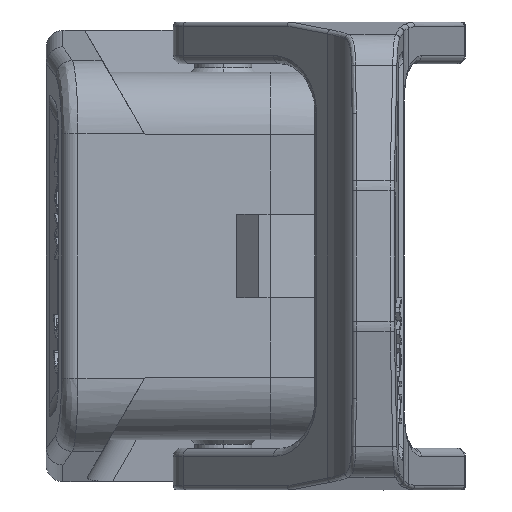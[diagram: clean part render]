
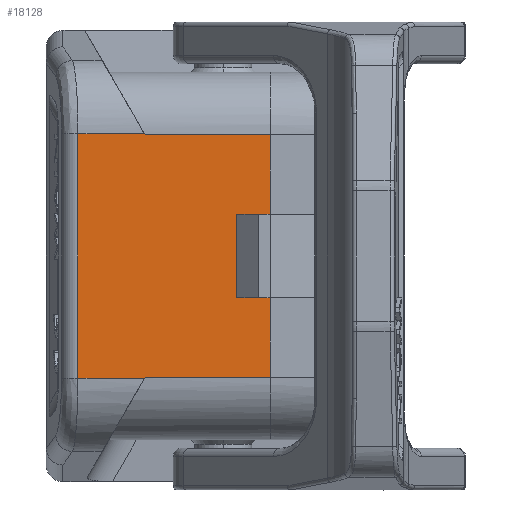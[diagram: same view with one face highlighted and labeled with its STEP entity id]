
A CAD part, left-side view. The second image highlights one B-rep face of the part: STEP entity #18128.
In plain terms, the highlighted planar face has unit normal (-1, 0.011, 0).
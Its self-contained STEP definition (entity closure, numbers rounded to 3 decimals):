
#4963=CARTESIAN_POINT('',(-30.41,9.17,-14.5));
#4964=CARTESIAN_POINT('',(-30.41,9.18,
-14.518));
#4965=CARTESIAN_POINT('',(-30.41,9.2,
-14.553));
#4966=CARTESIAN_POINT('',(-30.409,9.221,
-14.588));
#4967=CARTESIAN_POINT('',(-30.409,9.231,
-14.606));
#4969=DIRECTION('',(0.01,1.,0.));
#4970=VECTOR('',#4969,14.971);
#4971=CARTESIAN_POINT('',(-30.566,-5.8,-14.5));
#4972=LINE('',#4971,#4970);
#4981=DIRECTION('',(0.,0.,-1.));
#4982=VECTOR('',#4981,9.5);
#4983=CARTESIAN_POINT('',(-30.566,-5.8,-5.));
#4984=LINE('',#4983,#4982);
#5005=DIRECTION('',(-0.01,-1.,0.));
#5006=VECTOR('',#5005,4.);
#5007=CARTESIAN_POINT('',(-30.525,-1.8,-5.));
#5008=LINE('',#5007,#5006);
#5025=DIRECTION('',(0.,0.,-1.));
#5026=VECTOR('',#5025,10.);
#5027=CARTESIAN_POINT('',(-30.525,-1.8,5.));
#5028=LINE('',#5027,#5026);
#5033=DIRECTION('',(0.01,1.,0.));
#5034=VECTOR('',#5033,4.);
#5035=CARTESIAN_POINT('',(-30.566,-5.8,5.));
#5036=LINE('',#5035,#5034);
#5053=DIRECTION('',(0.,0.,-1.));
#5054=VECTOR('',#5053,9.5);
#5055=CARTESIAN_POINT('',(-30.566,-5.8,14.5));
#5056=LINE('',#5055,#5054);
#5073=DIRECTION('',(-0.01,-1.,0.));
#5074=VECTOR('',#5073,14.971);
#5075=CARTESIAN_POINT('',(-30.41,9.17,14.5));
#5076=LINE('',#5075,#5074);
#5077=CARTESIAN_POINT('',(-30.409,9.231,14.606));
#5078=CARTESIAN_POINT('',(-30.409,9.221,14.588));
#5079=CARTESIAN_POINT('',(-30.41,9.2,14.553));
#5080=CARTESIAN_POINT('',(-30.41,9.18,14.518));
#5081=CARTESIAN_POINT('',(-30.41,9.17,14.5));
#5114=DIRECTION('',(-0.01,-1.,-0.002));
#5115=VECTOR('',#5114,7.976);
#5116=CARTESIAN_POINT('',(-30.326,17.207,14.62));
#5117=LINE('',#5116,#5115);
#5989=DIRECTION('',(0.,0.,1.));
#5990=VECTOR('',#5989,29.241);
#5991=CARTESIAN_POINT('',(-30.326,17.207,
-14.62));
#5992=LINE('',#5991,#5990);
#6048=DIRECTION('',(0.01,1.,-0.002));
#6049=VECTOR('',#6048,7.976);
#6050=CARTESIAN_POINT('',(-30.409,9.231,
-14.606));
#6051=LINE('',#6050,#6049);
#8700=CARTESIAN_POINT('',(-30.525,-1.8,-5.));
#8701=CARTESIAN_POINT('',(-30.566,-5.8,-5.));
#8702=VERTEX_POINT('',#8700);
#8703=VERTEX_POINT('',#8701);
#8704=CARTESIAN_POINT('',(-30.525,-1.8,5.));
#8705=VERTEX_POINT('',#8704);
#8706=CARTESIAN_POINT('',(-30.566,-5.8,5.));
#8707=VERTEX_POINT('',#8706);
#8708=CARTESIAN_POINT('',(-30.566,-5.8,14.5));
#8709=VERTEX_POINT('',#8708);
#8710=CARTESIAN_POINT('',(-30.41,9.17,14.5));
#8711=VERTEX_POINT('',#8710);
#8712=CARTESIAN_POINT('',(-30.326,17.207,14.62));
#8713=CARTESIAN_POINT('',(-30.409,9.231,14.606));
#8714=VERTEX_POINT('',#8712);
#8715=VERTEX_POINT('',#8713);
#8716=CARTESIAN_POINT('',(-30.326,17.207,
-14.62));
#8717=VERTEX_POINT('',#8716);
#8718=CARTESIAN_POINT('',(-30.409,9.231,
-14.606));
#8719=VERTEX_POINT('',#8718);
#8720=CARTESIAN_POINT('',(-30.566,-5.8,-14.5));
#8721=CARTESIAN_POINT('',(-30.41,9.17,-14.5));
#8722=VERTEX_POINT('',#8720);
#8723=VERTEX_POINT('',#8721);
#18100=CARTESIAN_POINT('',(-30.6,-8.999,0.));
#18101=DIRECTION('',(-1.,0.01,0.));
#18102=DIRECTION('',(-0.01,-1.,0.));
#18103=AXIS2_PLACEMENT_3D('',#18100,#18101,#18102);
#18104=PLANE('',#18103);
#18106=ORIENTED_EDGE('',*,*,#18105,.T.);
#18107=ORIENTED_EDGE('',*,*,#18093,.T.);
#18108=ORIENTED_EDGE('',*,*,#18064,.T.);
#18109=ORIENTED_EDGE('',*,*,#18062,.T.);
#18111=ORIENTED_EDGE('',*,*,#18110,.T.);
#18113=ORIENTED_EDGE('',*,*,#18112,.T.);
#18115=ORIENTED_EDGE('',*,*,#18114,.T.);
#18117=ORIENTED_EDGE('',*,*,#18116,.T.);
#18119=ORIENTED_EDGE('',*,*,#18118,.T.);
#18121=ORIENTED_EDGE('',*,*,#18120,.T.);
#18123=ORIENTED_EDGE('',*,*,#18122,.T.);
#18125=ORIENTED_EDGE('',*,*,#18124,.T.);
#18126=EDGE_LOOP('',(#18106,#18107,#18108,#18109,#18111,#18113,#18115,#18117,
#18119,#18121,#18123,#18125));
#18127=FACE_OUTER_BOUND('',#18126,.F.);
#18128=ADVANCED_FACE('',(#18127),#18104,.T.);
#4968=B_SPLINE_CURVE_WITH_KNOTS('',3,(#4963,#4964,#4965,#4966,#4967),
.UNSPECIFIED.,.F.,.F.,(4,1,4),(0.,0.5,1.),.UNSPECIFIED.);
#5082=B_SPLINE_CURVE_WITH_KNOTS('',3,(#5077,#5078,#5079,#5080,#5081),
.UNSPECIFIED.,.F.,.F.,(4,1,4),(0.,0.5,1.),.UNSPECIFIED.);
#18062=EDGE_CURVE('',#8723,#8719,#4968,.T.);
#18064=EDGE_CURVE('',#8722,#8723,#4972,.T.);
#18093=EDGE_CURVE('',#8703,#8722,#4984,.T.);
#18105=EDGE_CURVE('',#8702,#8703,#5008,.T.);
#18110=EDGE_CURVE('',#8719,#8717,#6051,.T.);
#18112=EDGE_CURVE('',#8717,#8714,#5992,.T.);
#18114=EDGE_CURVE('',#8714,#8715,#5117,.T.);
#18116=EDGE_CURVE('',#8715,#8711,#5082,.T.);
#18118=EDGE_CURVE('',#8711,#8709,#5076,.T.);
#18120=EDGE_CURVE('',#8709,#8707,#5056,.T.);
#18122=EDGE_CURVE('',#8707,#8705,#5036,.T.);
#18124=EDGE_CURVE('',#8705,#8702,#5028,.T.);
